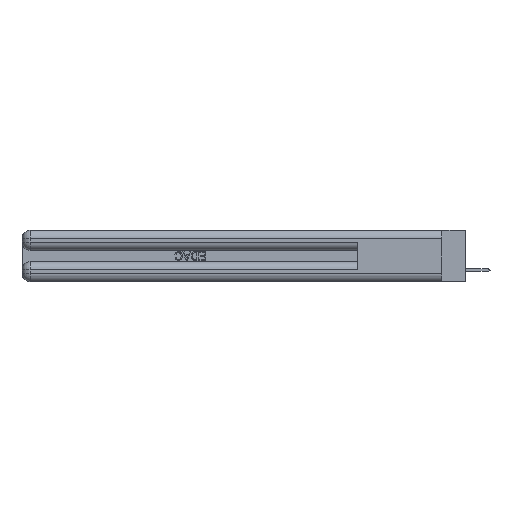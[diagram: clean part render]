
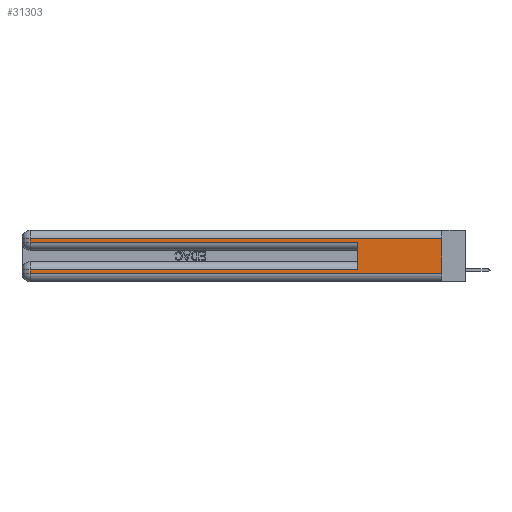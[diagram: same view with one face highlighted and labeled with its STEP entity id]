
A CAD part, left-side view. The second image highlights one B-rep face of the part: STEP entity #31303.
In plain terms, the highlighted planar face has unit normal (-1, 0, 0).
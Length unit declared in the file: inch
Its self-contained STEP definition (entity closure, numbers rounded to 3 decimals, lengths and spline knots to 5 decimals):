
#256 = CARTESIAN_POINT ( 'NONE',  ( 0., 2.94, 0.285 ) ) ;
#1328 = ORIENTED_EDGE ( 'NONE', *, *, #23745, .T. ) ;
#1585 = CARTESIAN_POINT ( 'NONE',  ( 0., 0., 0.285 ) ) ;
#3317 = PLANE ( 'NONE',  #16194 ) ;
#4313 = ORIENTED_EDGE ( 'NONE', *, *, #29910, .T. ) ;
#4756 = ORIENTED_EDGE ( 'NONE', *, *, #31234, .T. ) ;
#4868 = DIRECTION ( 'NONE',  ( 0., 1., 0. ) ) ;
#7092 = CARTESIAN_POINT ( 'NONE',  ( 0., 0., 0.06 ) ) ;
#8493 = CARTESIAN_POINT ( 'NONE',  ( 0., 2.94, 0.37 ) ) ;
#8608 = LINE ( 'NONE', #1585, #42618 ) ;
#9660 = VECTOR ( 'NONE', #4868, 39.37008 ) ;
#10082 = EDGE_CURVE ( 'NONE', #17119, #37582, #13032, .T. ) ;
#10984 = EDGE_LOOP ( 'NONE', ( #38896, #12780, #1328, #15643, #42290, #4756, #25563, #4313 ) ) ;
#12780 = ORIENTED_EDGE ( 'NONE', *, *, #37429, .T. ) ;
#12813 = VERTEX_POINT ( 'NONE', #22130 ) ;
#13032 = LINE ( 'NONE', #32384, #32669 ) ;
#14741 = DIRECTION ( 'NONE',  ( 0., 0., 1. ) ) ;
#14888 = CARTESIAN_POINT ( 'NONE',  ( 0., 0., 0.31 ) ) ;
#15643 = ORIENTED_EDGE ( 'NONE', *, *, #32735, .T. ) ;
#15660 = VERTEX_POINT ( 'NONE', #39416 ) ;
#15681 = CARTESIAN_POINT ( 'NONE',  ( 0., 0.6, 0.285 ) ) ;
#16194 = AXIS2_PLACEMENT_3D ( 'NONE', #16617, #19389, #29177 ) ;
#16224 = DIRECTION ( 'NONE',  ( 0., 0., -1. ) ) ;
#16603 = LINE ( 'NONE', #38958, #32616 ) ;
#16617 = CARTESIAN_POINT ( 'NONE',  ( 0., 0., 0.37 ) ) ;
#17119 = VERTEX_POINT ( 'NONE', #34893 ) ;
#17604 = VERTEX_POINT ( 'NONE', #15681 ) ;
#18009 = VECTOR ( 'NONE', #25912, 39.37008 ) ;
#18594 = LINE ( 'NONE', #31173, #30381 ) ;
#19389 = DIRECTION ( 'NONE',  ( 1., 0., 0. ) ) ;
#20407 = LINE ( 'NONE', #14888, #9660 ) ;
#20752 = VECTOR ( 'NONE', #38173, 39.37008 ) ;
#20975 = VERTEX_POINT ( 'NONE', #25555 ) ;
#21548 = DIRECTION ( 'NONE',  ( 0., -1., 0. ) ) ;
#22128 = FACE_OUTER_BOUND ( 'NONE', #10984, .T. ) ;
#22130 = CARTESIAN_POINT ( 'NONE',  ( 0., 0.6, 0.085 ) ) ;
#23745 = EDGE_CURVE ( 'NONE', #15660, #33901, #39854, .T. ) ;
#24689 = CARTESIAN_POINT ( 'NONE',  ( 0., 0., 0.37 ) ) ;
#25522 = EDGE_CURVE ( 'NONE', #12813, #17604, #18594, .T. ) ;
#25555 = CARTESIAN_POINT ( 'NONE',  ( 0., 0., 0.31 ) ) ;
#25563 = ORIENTED_EDGE ( 'NONE', *, *, #10082, .T. ) ;
#25912 = DIRECTION ( 'NONE',  ( 0., 1., 0. ) ) ;
#26752 = LINE ( 'NONE', #33072, #18009 ) ;
#28604 = CARTESIAN_POINT ( 'NONE',  ( 0., 2.94, 0.06 ) ) ;
#28805 = EDGE_CURVE ( 'NONE', #20975, #34064, #38843, .T. ) ;
#29177 = DIRECTION ( 'NONE',  ( 0., 0., -1. ) ) ;
#29422 = DIRECTION ( 'NONE',  ( 0., -1., 0. ) ) ;
#29910 = EDGE_CURVE ( 'NONE', #37582, #34064, #16603, .T. ) ;
#30381 = VECTOR ( 'NONE', #14741, 39.37008 ) ;
#31173 = CARTESIAN_POINT ( 'NONE',  ( 0., 0.6, 0.145 ) ) ;
#31234 = EDGE_CURVE ( 'NONE', #12813, #17119, #26752, .T. ) ;
#31303 = ADVANCED_FACE ( 'NONE', ( #22128 ), #3317, .F. ) ;
#32384 = CARTESIAN_POINT ( 'NONE',  ( 0., 2.94, 0.37 ) ) ;
#32616 = VECTOR ( 'NONE', #29422, 39.37008 ) ;
#32669 = VECTOR ( 'NONE', #16224, 39.37008 ) ;
#32735 = EDGE_CURVE ( 'NONE', #33901, #17604, #8608, .T. ) ;
#33072 = CARTESIAN_POINT ( 'NONE',  ( 0., 0., 0.085 ) ) ;
#33901 = VERTEX_POINT ( 'NONE', #256 ) ;
#34064 = VERTEX_POINT ( 'NONE', #7092 ) ;
#34893 = CARTESIAN_POINT ( 'NONE',  ( 0., 2.94, 0.085 ) ) ;
#36710 = VECTOR ( 'NONE', #40255, 39.37008 ) ;
#37429 = EDGE_CURVE ( 'NONE', #20975, #15660, #20407, .T. ) ;
#37582 = VERTEX_POINT ( 'NONE', #28604 ) ;
#38173 = DIRECTION ( 'NONE',  ( 0., 0., -1. ) ) ;
#38843 = LINE ( 'NONE', #24689, #36710 ) ;
#38896 = ORIENTED_EDGE ( 'NONE', *, *, #28805, .F. ) ;
#38958 = CARTESIAN_POINT ( 'NONE',  ( 0., 0., 0.06 ) ) ;
#39416 = CARTESIAN_POINT ( 'NONE',  ( 0., 2.94, 0.31 ) ) ;
#39854 = LINE ( 'NONE', #8493, #20752 ) ;
#40255 = DIRECTION ( 'NONE',  ( 0., 0., -1. ) ) ;
#42290 = ORIENTED_EDGE ( 'NONE', *, *, #25522, .F. ) ;
#42618 = VECTOR ( 'NONE', #21548, 39.37008 ) ;
